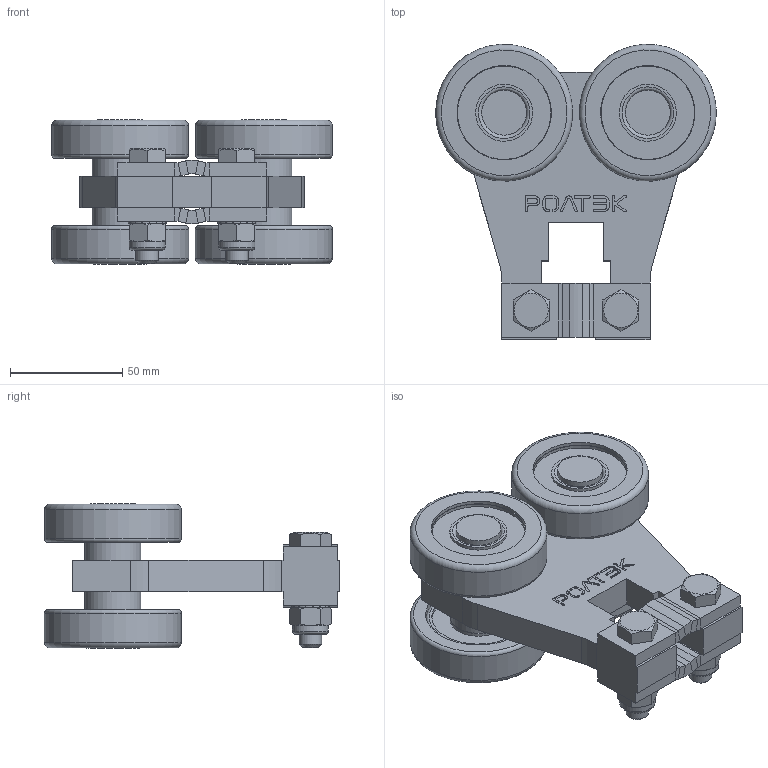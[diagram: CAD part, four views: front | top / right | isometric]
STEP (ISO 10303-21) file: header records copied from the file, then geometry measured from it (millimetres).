
FILE_DESCRIPTION(('STEP AP203'), '1');
FILE_NAME('211.RC74 Òåëåæêà RC74 ñ êðåïëåíèåì ïîä áîëò', '', ('UNSPECIFIED'), ('UNSPECIFIED'), 'ASCON STEP Converter 1.3', 'ASCON Math Kernel', '');
FILE_SCHEMA(('CONFIG_CONTROL_DESIGN'));
Length unit declared in the file: millimetre
Products named in the file (1): 211.RC74
Bounding box: 125 x 131.5 x 64.5 mm (x, y, z)
Volume: 340084.1 mm3; surface area: 72622.4 mm2
Topology: 1 solids, 1 shells, 557 faces, 1362 edges, 856 vertices
Faces by surface type: plane 360, cylinder 149, cone 28, torus 20
Full cylindrical faces by diameter (mm): 10 x2, 10.8 x2, 16 x2, 20 x4, 23.5 x2, 25 x4, 25.4 x8, 41.6 x8, 42 x4, 47 x4, 61 x4
Entity records: 21892 total; most frequent: CARTESIAN_POINT 4326, DIRECTION 2768, ORIENTED_EDGE 2588, EDGE_CURVE 1294, AXIS2_PLACEMENT_3D 976, VERTEX_POINT 856, LINE 816, VECTOR 816
